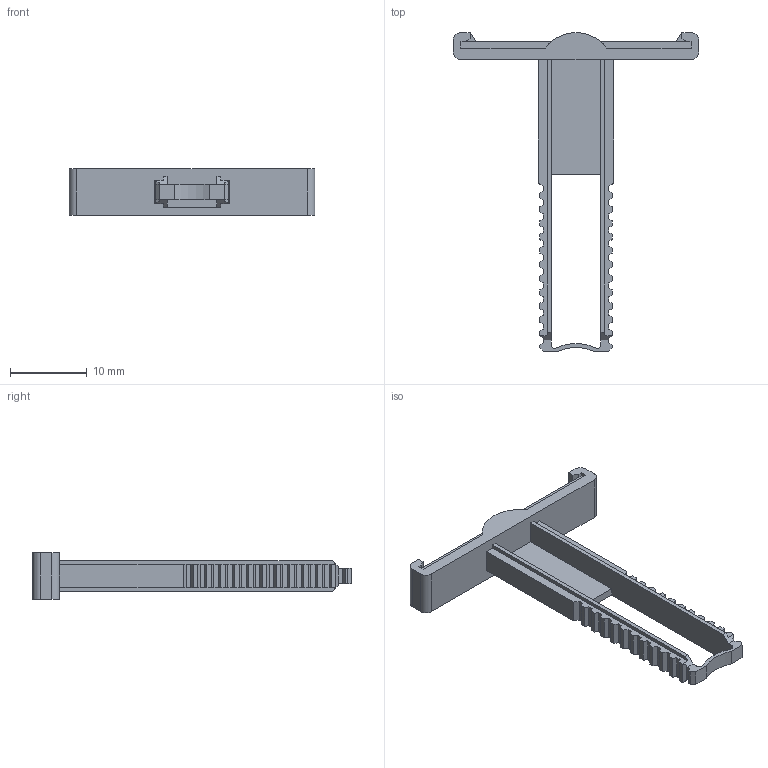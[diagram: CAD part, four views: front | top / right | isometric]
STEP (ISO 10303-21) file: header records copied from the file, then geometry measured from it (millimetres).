
FILE_DESCRIPTION((''),'2;1');
FILE_NAME('5YB869004_ASM','2023-10-25T',('dell'),(''),'PRO/ENGINEER BY PARAMETRIC TECHNOLOGY CORPORATION, 2013230','PRO/ENGINEER BY PARAMETRIC TECHNOLOGY CORPORATION, 2013230','');
FILE_SCHEMA(('AUTOMOTIVE_DESIGN { 1 0 10303 214 1 1 1 1 }'));
Length unit declared in the file: millimetre
Products named in the file (1): 5YB869004_ASM
Bounding box: 32 x 41.5 x 6 mm (x, y, z)
Volume: 909.4 mm3; surface area: 1652.4 mm2
Topology: 1 solids, 1 shells, 159 faces, 462 edges, 304 vertices
Faces by surface type: plane 150, cylinder 9
Entity records: 6327 total; most frequent: CARTESIAN_POINT 927, ORIENTED_EDGE 924, DIRECTION 800, EDGE_CURVE 462, VECTOR 442, LINE 442, VERTEX_POINT 304, AXIS2_PLACEMENT_3D 179
